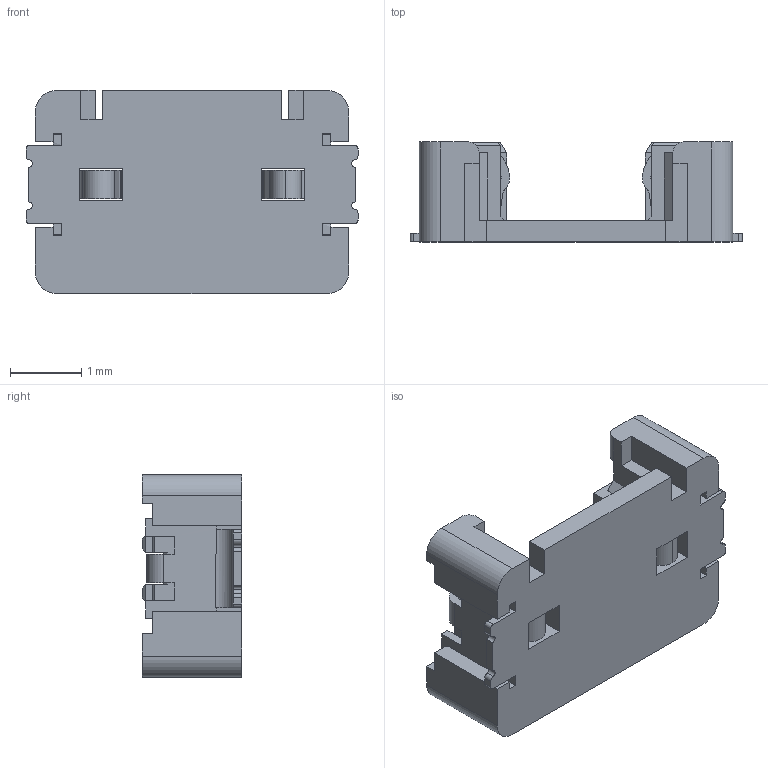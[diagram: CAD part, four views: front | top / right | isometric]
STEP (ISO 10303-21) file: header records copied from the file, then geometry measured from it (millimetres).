
FILE_DESCRIPTION (( 'STEP AP214' ), '1' );
FILE_NAME ('怍褪198181x躺譫釱.STEP', '2022-05-05T04:40:40', ( '' ), ( '' ), 'SwSTEP 2.0', 'SolidWorks 2017', '' );
FILE_SCHEMA (( 'AUTOMOTIVE_DESIGN' ));
Length unit declared in the file: millimetre
Products named in the file (2): 怍褪198181x躺譫釱; 怍褪1981813-1
Assembly tree (1 placements, depth 2):
  怍褪198181x躺譫釱
    怍褪1981813-1
Bounding box: 4.66 x 1.4 x 2.85 mm (x, y, z)
Volume: 8.1 mm3; surface area: 60 mm2
Topology: 1 solids, 1 shells, 236 faces, 682 edges, 438 vertices
Faces by surface type: plane 188, cylinder 48
Entity records: 8823 total; most frequent: ORIENTED_EDGE 1364, CARTESIAN_POINT 1360, DIRECTION 1258, EDGE_CURVE 682, LINE 586, VECTOR 586, VERTEX_POINT 438, AXIS2_PLACEMENT_3D 336
